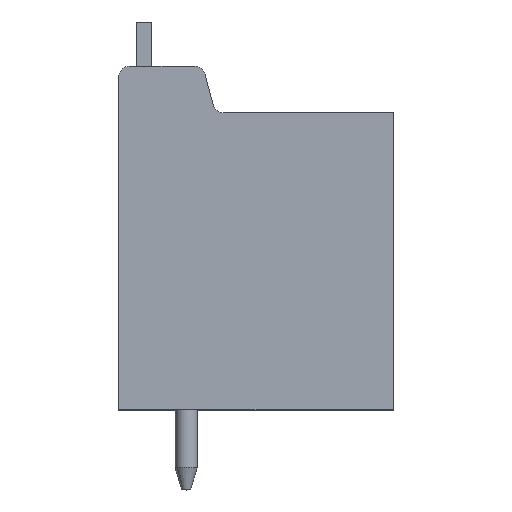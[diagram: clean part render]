
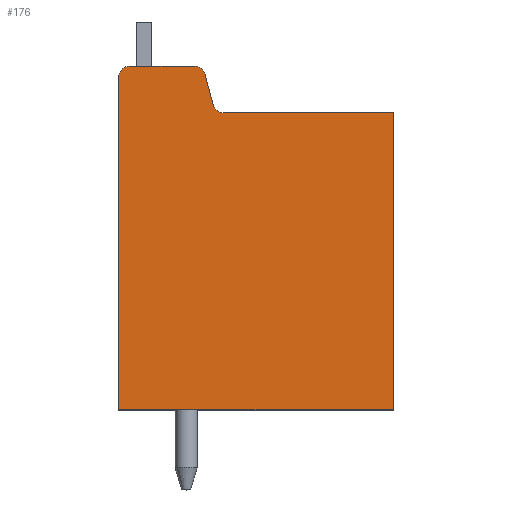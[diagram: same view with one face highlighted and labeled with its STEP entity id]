
A CAD part, top view. The second image highlights one B-rep face of the part: STEP entity #176.
In plain terms, the highlighted planar face has unit normal (0, 0, 1).
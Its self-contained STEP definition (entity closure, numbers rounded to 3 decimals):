
#176 = ADVANCED_FACE( '', ( #545 ), #546, .T. );
#545 = FACE_OUTER_BOUND( '', #1069, .T. );
#546 = PLANE( '', #1070 );
#1069 = EDGE_LOOP( '', ( #2150, #2151, #2152, #2153, #2154, #2155, #2156, #2157, #2158 ) );
#1070 = AXIS2_PLACEMENT_3D( '', #2159, #2160, #2161 );
#2150 = ORIENTED_EDGE( '', *, *, #3781, .T. );
#2151 = ORIENTED_EDGE( '', *, *, #3782, .T. );
#2152 = ORIENTED_EDGE( '', *, *, #3481, .T. );
#2153 = ORIENTED_EDGE( '', *, *, #3783, .T. );
#2154 = ORIENTED_EDGE( '', *, *, #3784, .T. );
#2155 = ORIENTED_EDGE( '', *, *, #3785, .F. );
#2156 = ORIENTED_EDGE( '', *, *, #3786, .T. );
#2157 = ORIENTED_EDGE( '', *, *, #3787, .T. );
#2158 = ORIENTED_EDGE( '', *, *, #3788, .T. );
#2159 = CARTESIAN_POINT( '', ( -2.55, 15., 16. ) );
#2160 = DIRECTION( '', ( 0., 0., 1. ) );
#2161 = DIRECTION( '', ( 1., 0., 0. ) );
#3481 = EDGE_CURVE( '', #4173, #4171, #4174, .T. );
#3781 = EDGE_CURVE( '', #4693, #4694, #4695, .T. );
#3782 = EDGE_CURVE( '', #4694, #4173, #4696, .T. );
#3783 = EDGE_CURVE( '', #4171, #4697, #4698, .T. );
#3784 = EDGE_CURVE( '', #4697, #4699, #4700, .T. );
#3785 = EDGE_CURVE( '', #4701, #4699, #4702, .T. );
#3786 = EDGE_CURVE( '', #4701, #4703, #4704, .T. );
#3787 = EDGE_CURVE( '', #4703, #4705, #4706, .T. );
#3788 = EDGE_CURVE( '', #4705, #4693, #4707, .T. );
#4171 = VERTEX_POINT( '', #5319 );
#4173 = VERTEX_POINT( '', #5322 );
#4174 = LINE( '', #5323, #5324 );
#4693 = VERTEX_POINT( '', #6083 );
#4694 = VERTEX_POINT( '', #6084 );
#4695 = CIRCLE( '', #6085, 0.5 );
#4696 = LINE( '', #6086, #6087 );
#4697 = VERTEX_POINT( '', #6088 );
#4698 = LINE( '', #6089, #6090 );
#4699 = VERTEX_POINT( '', #6091 );
#4700 = LINE( '', #6092, #6093 );
#4701 = VERTEX_POINT( '', #6094 );
#4702 = CIRCLE( '', #6095, 0.5 );
#4703 = VERTEX_POINT( '', #6096 );
#4704 = LINE( '', #6097, #6098 );
#4705 = VERTEX_POINT( '', #6099 );
#4706 = CIRCLE( '', #6100, 0.5 );
#4707 = LINE( '', #6101, #6102 );
#5319 = CARTESIAN_POINT( '', ( 9.35, 0., 16. ) );
#5322 = CARTESIAN_POINT( '', ( -3.05, 0., 16. ) );
#5323 = CARTESIAN_POINT( '', ( -3.05, 0., 16. ) );
#5324 = VECTOR( '', #7049, 1000. );
#6083 = CARTESIAN_POINT( '', ( -2.55, 15.5, 16. ) );
#6084 = CARTESIAN_POINT( '', ( -3.05, 15., 16. ) );
#6085 = AXIS2_PLACEMENT_3D( '', #7467, #7468, #7469 );
#6086 = CARTESIAN_POINT( '', ( -3.05, 15., 16. ) );
#6087 = VECTOR( '', #7470, 1000. );
#6088 = CARTESIAN_POINT( '', ( 9.35, 13.4, 16. ) );
#6089 = CARTESIAN_POINT( '', ( 9.35, 0., 16. ) );
#6090 = VECTOR( '', #7471, 1000. );
#6091 = CARTESIAN_POINT( '', ( 1.696, 13.4, 16. ) );
#6092 = CARTESIAN_POINT( '', ( 9.35, 13.4, 16. ) );
#6093 = VECTOR( '', #7472, 1000. );
#6094 = CARTESIAN_POINT( '', ( 1.213, 13.771, 16. ) );
#6095 = AXIS2_PLACEMENT_3D( '', #7473, #7474, #7475 );
#6096 = CARTESIAN_POINT( '', ( 0.849, 15.129, 16. ) );
#6097 = CARTESIAN_POINT( '', ( 1.213, 13.771, 16. ) );
#6098 = VECTOR( '', #7476, 1000. );
#6099 = CARTESIAN_POINT( '', ( 0.366, 15.5, 16. ) );
#6100 = AXIS2_PLACEMENT_3D( '', #7477, #7478, #7479 );
#6101 = CARTESIAN_POINT( '', ( 0.366, 15.5, 16. ) );
#6102 = VECTOR( '', #7480, 1000. );
#7049 = DIRECTION( '', ( 1., 0., 0. ) );
#7467 = CARTESIAN_POINT( '', ( -2.55, 15., 16. ) );
#7468 = DIRECTION( '', ( 0., 0., 1. ) );
#7469 = DIRECTION( '', ( 1., 0., 0. ) );
#7470 = DIRECTION( '', ( 0., -1., 0. ) );
#7471 = DIRECTION( '', ( 0., 1., 0. ) );
#7472 = DIRECTION( '', ( -1., 0., 0. ) );
#7473 = CARTESIAN_POINT( '', ( 1.696, 13.9, 16. ) );
#7474 = DIRECTION( '', ( 0., 0., 1. ) );
#7475 = DIRECTION( '', ( 1., 0., 0. ) );
#7476 = DIRECTION( '', ( -0.259, 0.966, 0. ) );
#7477 = CARTESIAN_POINT( '', ( 0.366, 15., 16. ) );
#7478 = DIRECTION( '', ( 0., 0., 1. ) );
#7479 = DIRECTION( '', ( 1., 0., 0. ) );
#7480 = DIRECTION( '', ( -1., 0., 0. ) );
